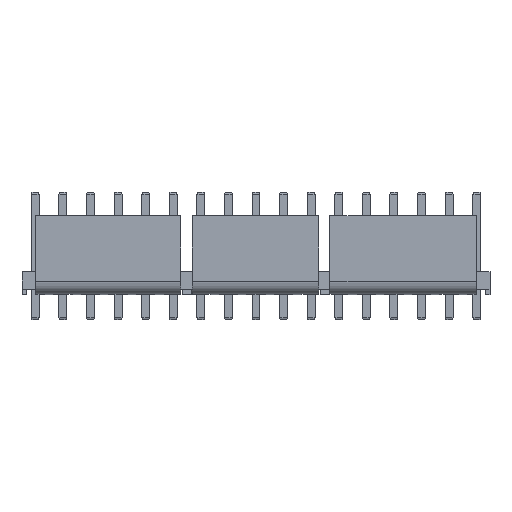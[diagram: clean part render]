
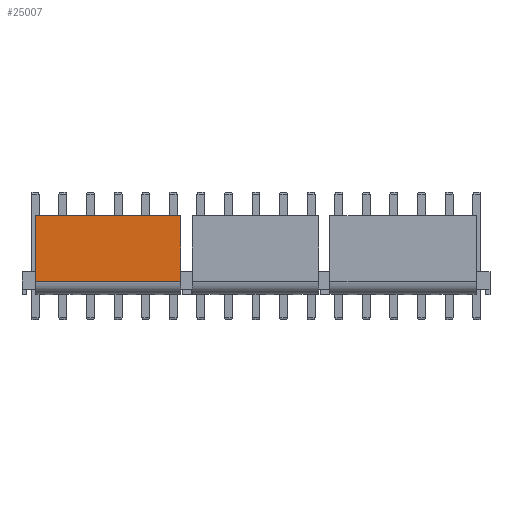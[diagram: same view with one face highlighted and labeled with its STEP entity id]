
A CAD part, front view. The second image highlights one B-rep face of the part: STEP entity #25007.
In plain terms, the highlighted planar face has unit normal (0, -1, 0).
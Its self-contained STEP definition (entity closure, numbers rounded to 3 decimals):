
#5089 = PLANE('',#5090);
#5090 = AXIS2_PLACEMENT_3D('',#5091,#5092,#5093);
#5091 = CARTESIAN_POINT('',(20.913,-4.9,13.935));
#5092 = DIRECTION('',(-1.,0.,0.));
#5093 = DIRECTION('',(-0.,0.,-1.));
#5703 = PLANE('',#5704);
#5704 = AXIS2_PLACEMENT_3D('',#5705,#5706,#5707);
#5705 = CARTESIAN_POINT('',(0.075,-4.9,-0.695));
#5706 = DIRECTION('',(1.,0.,0.));
#5707 = DIRECTION('',(0.,0.,1.));
#11889 = EDGE_CURVE('',#11890,#11892,#11894,.T.);
#11890 = VERTEX_POINT('',#11891);
#11891 = CARTESIAN_POINT('',(0.075,-4.9,1.91));
#11892 = VERTEX_POINT('',#11893);
#11893 = CARTESIAN_POINT('',(0.075,-4.9,11.33));
#11894 = SURFACE_CURVE('',#11895,(#11899,#11906),.PCURVE_S1.);
#11895 = LINE('',#11896,#11897);
#11896 = CARTESIAN_POINT('',(0.075,-4.9,-0.695));
#11897 = VECTOR('',#11898,1.);
#11898 = DIRECTION('',(0.,0.,1.));
#11899 = PCURVE('',#5703,#11900);
#11900 = DEFINITIONAL_REPRESENTATION('',(#11901),#11905);
#11901 = LINE('',#11902,#11903);
#11902 = CARTESIAN_POINT('',(0.,0.));
#11903 = VECTOR('',#11904,1.);
#11904 = DIRECTION('',(1.,0.));
#11905 = ( GEOMETRIC_REPRESENTATION_CONTEXT(2)
PARAMETRIC_REPRESENTATION_CONTEXT() REPRESENTATION_CONTEXT('2D SPACE',''
) );
#11906 = PCURVE('',#11907,#11912);
#11907 = PLANE('',#11908);
#11908 = AXIS2_PLACEMENT_3D('',#11909,#11910,#11911);
#11909 = CARTESIAN_POINT('',(65.265,-4.9,11.33));
#11910 = DIRECTION('',(0.,-1.,0.));
#11911 = DIRECTION('',(-0.,0.,-1.));
#11912 = DEFINITIONAL_REPRESENTATION('',(#11913),#11917);
#11913 = LINE('',#11914,#11915);
#11914 = CARTESIAN_POINT('',(12.025,-65.19));
#11915 = VECTOR('',#11916,1.);
#11916 = DIRECTION('',(-1.,0.));
#11917 = ( GEOMETRIC_REPRESENTATION_CONTEXT(2)
PARAMETRIC_REPRESENTATION_CONTEXT() REPRESENTATION_CONTEXT('2D SPACE',''
) );
#11936 = CYLINDRICAL_SURFACE('',#11937,1.948);
#11937 = AXIS2_PLACEMENT_3D('',#11938,#11939,#11940);
#11938 = CARTESIAN_POINT('',(65.265,-2.953,1.947));
#11939 = DIRECTION('',(1.,0.,0.));
#11940 = DIRECTION('',(0.,-1.,
-0.019));
#12168 = PLANE('',#12169);
#12169 = AXIS2_PLACEMENT_3D('',#12170,#12171,#12172);
#12170 = CARTESIAN_POINT('',(65.265,-4.13,11.33));
#12171 = DIRECTION('',(0.,0.,1.));
#12172 = DIRECTION('',(0.,-1.,0.));
#13477 = EDGE_CURVE('',#13478,#13480,#13482,.T.);
#13478 = VERTEX_POINT('',#13479);
#13479 = CARTESIAN_POINT('',(20.913,-4.9,11.33));
#13480 = VERTEX_POINT('',#13481);
#13481 = CARTESIAN_POINT('',(20.913,-4.9,1.91));
#13482 = SURFACE_CURVE('',#13483,(#13487,#13494),.PCURVE_S1.);
#13483 = LINE('',#13484,#13485);
#13484 = CARTESIAN_POINT('',(20.913,-4.9,13.935));
#13485 = VECTOR('',#13486,1.);
#13486 = DIRECTION('',(0.,-0.,-1.));
#13487 = PCURVE('',#5089,#13488);
#13488 = DEFINITIONAL_REPRESENTATION('',(#13489),#13493);
#13489 = LINE('',#13490,#13491);
#13490 = CARTESIAN_POINT('',(0.,0.));
#13491 = VECTOR('',#13492,1.);
#13492 = DIRECTION('',(1.,0.));
#13493 = ( GEOMETRIC_REPRESENTATION_CONTEXT(2)
PARAMETRIC_REPRESENTATION_CONTEXT() REPRESENTATION_CONTEXT('2D SPACE',''
) );
#13494 = PCURVE('',#11907,#13495);
#13495 = DEFINITIONAL_REPRESENTATION('',(#13496),#13500);
#13496 = LINE('',#13497,#13498);
#13497 = CARTESIAN_POINT('',(-2.605,-44.352));
#13498 = VECTOR('',#13499,1.);
#13499 = DIRECTION('',(1.,0.));
#13500 = ( GEOMETRIC_REPRESENTATION_CONTEXT(2)
PARAMETRIC_REPRESENTATION_CONTEXT() REPRESENTATION_CONTEXT('2D SPACE',''
) );
#25007 = ADVANCED_FACE('',(#25008),#11907,.T.);
#25008 = FACE_BOUND('',#25009,.T.);
#25009 = EDGE_LOOP('',(#25010,#25011,#25032,#25033));
#25010 = ORIENTED_EDGE('',*,*,#13477,.F.);
#25011 = ORIENTED_EDGE('',*,*,#25012,.T.);
#25012 = EDGE_CURVE('',#13478,#11892,#25013,.T.);
#25013 = SURFACE_CURVE('',#25014,(#25018,#25025),.PCURVE_S1.);
#25014 = LINE('',#25015,#25016);
#25015 = CARTESIAN_POINT('',(65.265,-4.9,11.33));
#25016 = VECTOR('',#25017,1.);
#25017 = DIRECTION('',(-1.,0.,0.));
#25018 = PCURVE('',#11907,#25019);
#25019 = DEFINITIONAL_REPRESENTATION('',(#25020),#25024);
#25020 = LINE('',#25021,#25022);
#25021 = CARTESIAN_POINT('',(0.,0.));
#25022 = VECTOR('',#25023,1.);
#25023 = DIRECTION('',(0.,-1.));
#25024 = ( GEOMETRIC_REPRESENTATION_CONTEXT(2)
PARAMETRIC_REPRESENTATION_CONTEXT() REPRESENTATION_CONTEXT('2D SPACE',''
) );
#25025 = PCURVE('',#12168,#25026);
#25026 = DEFINITIONAL_REPRESENTATION('',(#25027),#25031);
#25027 = LINE('',#25028,#25029);
#25028 = CARTESIAN_POINT('',(0.77,0.));
#25029 = VECTOR('',#25030,1.);
#25030 = DIRECTION('',(0.,-1.));
#25031 = ( GEOMETRIC_REPRESENTATION_CONTEXT(2)
PARAMETRIC_REPRESENTATION_CONTEXT() REPRESENTATION_CONTEXT('2D SPACE',''
) );
#25032 = ORIENTED_EDGE('',*,*,#11889,.F.);
#25033 = ORIENTED_EDGE('',*,*,#25034,.F.);
#25034 = EDGE_CURVE('',#13480,#11890,#25035,.T.);
#25035 = SURFACE_CURVE('',#25036,(#25040,#25047),.PCURVE_S1.);
#25036 = LINE('',#25037,#25038);
#25037 = CARTESIAN_POINT('',(65.265,-4.9,1.91));
#25038 = VECTOR('',#25039,1.);
#25039 = DIRECTION('',(-1.,0.,0.));
#25040 = PCURVE('',#11907,#25041);
#25041 = DEFINITIONAL_REPRESENTATION('',(#25042),#25046);
#25042 = LINE('',#25043,#25044);
#25043 = CARTESIAN_POINT('',(9.42,0.));
#25044 = VECTOR('',#25045,1.);
#25045 = DIRECTION('',(0.,-1.));
#25046 = ( GEOMETRIC_REPRESENTATION_CONTEXT(2)
PARAMETRIC_REPRESENTATION_CONTEXT() REPRESENTATION_CONTEXT('2D SPACE',''
) );
#25047 = PCURVE('',#11936,#25048);
#25048 = DEFINITIONAL_REPRESENTATION('',(#25049),#25053);
#25049 = LINE('',#25050,#25051);
#25050 = CARTESIAN_POINT('',(0.,0.));
#25051 = VECTOR('',#25052,1.);
#25052 = DIRECTION('',(0.,-1.));
#25053 = ( GEOMETRIC_REPRESENTATION_CONTEXT(2)
PARAMETRIC_REPRESENTATION_CONTEXT() REPRESENTATION_CONTEXT('2D SPACE',''
) );
